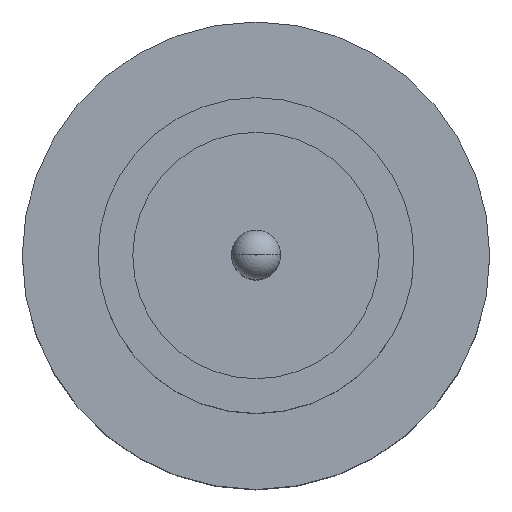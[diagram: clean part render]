
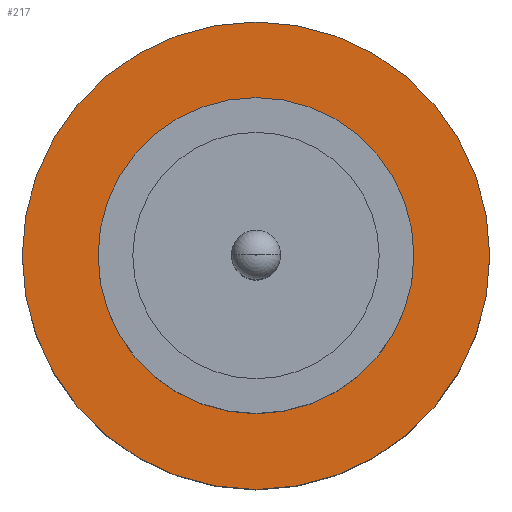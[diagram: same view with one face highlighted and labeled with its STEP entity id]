
A CAD part, top view. The second image highlights one B-rep face of the part: STEP entity #217.
In plain terms, the highlighted planar face has unit normal (0, 0, 1).
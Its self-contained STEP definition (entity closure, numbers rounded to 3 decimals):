
#42 = CARTESIAN_POINT ( 'NONE',  ( 0., 0., 1.55 ) ) ;
#57 = ORIENTED_EDGE ( 'NONE', *, *, #106, .F. ) ;
#77 = EDGE_CURVE ( 'NONE', #183, #336, #587, .T. ) ;
#95 = EDGE_CURVE ( 'NONE', #800, #180, #716, .T. ) ;
#105 = CARTESIAN_POINT ( 'NONE',  ( 1.85, 0., 1.55 ) ) ;
#106 = EDGE_CURVE ( 'NONE', #336, #183, #493, .T. ) ;
#116 = DIRECTION ( 'NONE',  ( 1., 0., 0. ) ) ;
#126 = CARTESIAN_POINT ( 'NONE',  ( 0., 0., 1.55 ) ) ;
#130 = ORIENTED_EDGE ( 'NONE', *, *, #95, .T. ) ;
#180 = VERTEX_POINT ( 'NONE', #105 ) ;
#183 = VERTEX_POINT ( 'NONE', #337 ) ;
#191 = EDGE_LOOP ( 'NONE', ( #449, #57 ) ) ;
#193 = CARTESIAN_POINT ( 'NONE',  ( 0., 0., 1.55 ) ) ;
#198 = ORIENTED_EDGE ( 'NONE', *, *, #747, .T. ) ;
#217 = ADVANCED_FACE ( 'NONE', ( #565, #361 ), #525, .T. ) ;
#247 = DIRECTION ( 'NONE',  ( 1., 0., 0. ) ) ;
#273 = CARTESIAN_POINT ( 'NONE',  ( -1.25, 0., 1.55 ) ) ;
#297 = EDGE_LOOP ( 'NONE', ( #130, #198 ) ) ;
#333 = DIRECTION ( 'NONE',  ( 0., 0., 1. ) ) ;
#336 = VERTEX_POINT ( 'NONE', #273 ) ;
#337 = CARTESIAN_POINT ( 'NONE',  ( 1.25, 0., 1.55 ) ) ;
#361 = FACE_OUTER_BOUND ( 'NONE', #297, .T. ) ;
#364 = CARTESIAN_POINT ( 'NONE',  ( 0., 0., 1.55 ) ) ;
#388 = CARTESIAN_POINT ( 'NONE',  ( 0., 0., 1.55 ) ) ;
#449 = ORIENTED_EDGE ( 'NONE', *, *, #77, .F. ) ;
#485 = AXIS2_PLACEMENT_3D ( 'NONE', #193, #699, #247 ) ;
#491 = DIRECTION ( 'NONE',  ( 1., 0., 0. ) ) ;
#493 = CIRCLE ( 'NONE', #572, 1.25 ) ;
#495 = AXIS2_PLACEMENT_3D ( 'NONE', #126, #618, #560 ) ;
#510 = AXIS2_PLACEMENT_3D ( 'NONE', #388, #524, #721 ) ;
#524 = DIRECTION ( 'NONE',  ( 0., 0., 1. ) ) ;
#525 = PLANE ( 'NONE',  #776 ) ;
#560 = DIRECTION ( 'NONE',  ( 1., 0., 0. ) ) ;
#565 = FACE_BOUND ( 'NONE', #191, .T. ) ;
#572 = AXIS2_PLACEMENT_3D ( 'NONE', #364, #685, #491 ) ;
#587 = CIRCLE ( 'NONE', #495, 1.25 ) ;
#600 = CIRCLE ( 'NONE', #510, 1.85 ) ;
#618 = DIRECTION ( 'NONE',  ( 0., 0., 1. ) ) ;
#685 = DIRECTION ( 'NONE',  ( 0., 0., 1. ) ) ;
#699 = DIRECTION ( 'NONE',  ( 0., 0., 1. ) ) ;
#716 = CIRCLE ( 'NONE', #485, 1.85 ) ;
#721 = DIRECTION ( 'NONE',  ( 1., 0., 0. ) ) ;
#731 = CARTESIAN_POINT ( 'NONE',  ( -1.85, 0., 1.55 ) ) ;
#747 = EDGE_CURVE ( 'NONE', #180, #800, #600, .T. ) ;
#776 = AXIS2_PLACEMENT_3D ( 'NONE', #42, #333, #116 ) ;
#800 = VERTEX_POINT ( 'NONE', #731 ) ;
